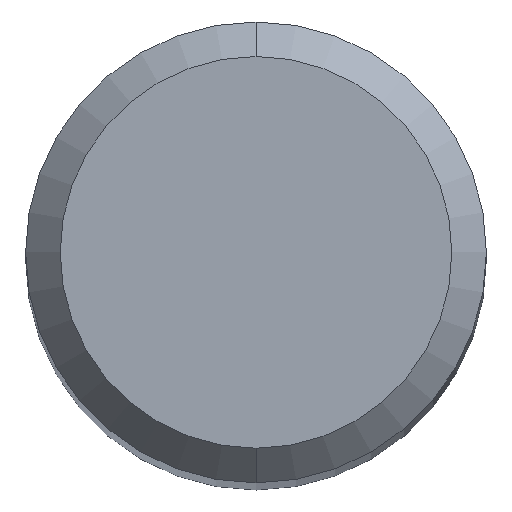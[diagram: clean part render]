
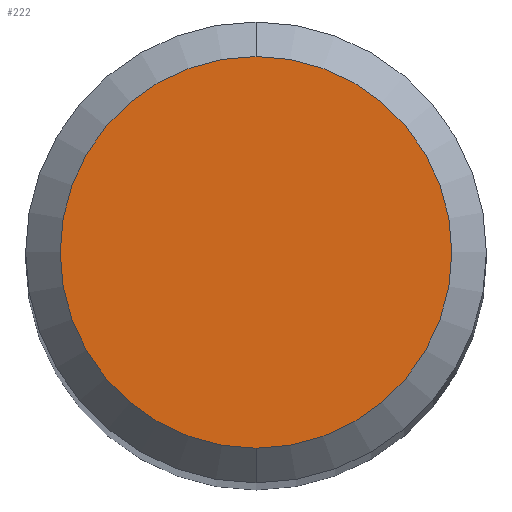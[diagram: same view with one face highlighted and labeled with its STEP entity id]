
A CAD part, top view. The second image highlights one B-rep face of the part: STEP entity #222.
In plain terms, the highlighted planar face has unit normal (0, 0, 1).
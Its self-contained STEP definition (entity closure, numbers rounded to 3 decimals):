
#114=EDGE_CURVE('',#122,#226,#269,.T.);
#122=VERTEX_POINT('',#277);
#190=EDGE_CURVE('',#226,#122,#354,.T.);
#222=ADVANCED_FACE('',(#391),#392,.T.);
#226=VERTEX_POINT('',#396);
#269=CIRCLE('',#439,1.7);
#277=CARTESIAN_POINT('',(0.0,1.7,0.0));
#354=CIRCLE('',#543,1.7);
#391=FACE_OUTER_BOUND('',#589,.T.);
#392=PLANE('',#590);
#396=CARTESIAN_POINT('',(0.,-1.7,0.0));
#439=AXIS2_PLACEMENT_3D('',#628,#629,#630);
#543=AXIS2_PLACEMENT_3D('',#739,#740,#741);
#589=EDGE_LOOP('',(#791,#792));
#590=AXIS2_PLACEMENT_3D('',#793,#794,#795);
#628=CARTESIAN_POINT('',(0.0,0.0,0.0));
#629=DIRECTION('',(0.0,0.0,-1.0));
#630=DIRECTION('',(0.0,1.0,0.0));
#739=CARTESIAN_POINT('',(0.0,0.0,0.0));
#740=DIRECTION('',(0.0,0.0,-1.0));
#741=DIRECTION('',(0.0,1.0,0.0));
#791=ORIENTED_EDGE('',*,*,#114,.F.);
#792=ORIENTED_EDGE('',*,*,#190,.F.);
#793=CARTESIAN_POINT('',(0.0,0.85,0.0));
#794=DIRECTION('',(-0.0,0.0,1.0));
#795=DIRECTION('',(0.0,-1.0,0.0));
